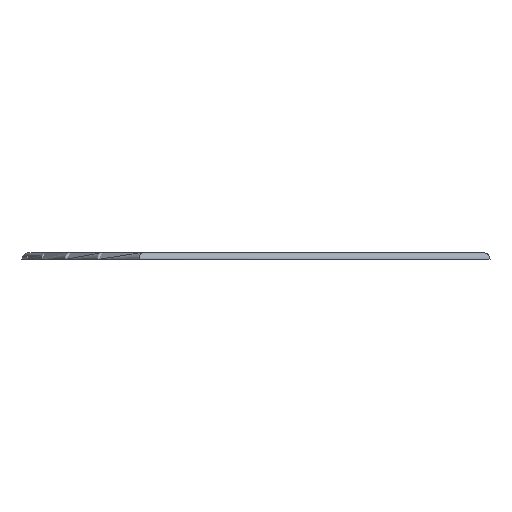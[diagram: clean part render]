
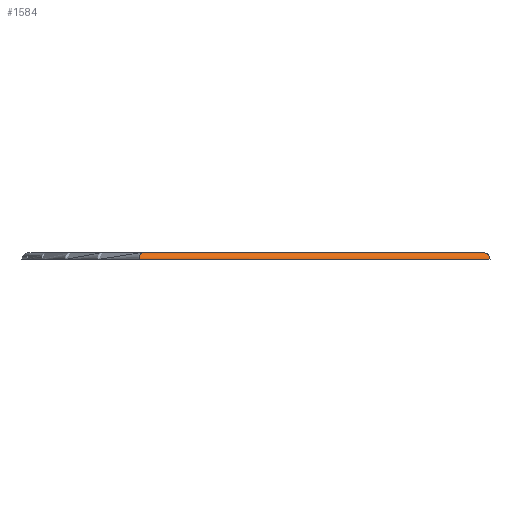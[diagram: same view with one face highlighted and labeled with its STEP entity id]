
A CAD part, left-side view. The second image highlights one B-rep face of the part: STEP entity #1584.
In plain terms, the highlighted cylindrical face has radius 1.2 mm (diameter 2.4 mm), a partial arc.
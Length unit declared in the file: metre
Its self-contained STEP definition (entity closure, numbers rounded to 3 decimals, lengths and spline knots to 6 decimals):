
#12=ELLIPSE('',#1681,0.001697,0.0012);
#19=B_SPLINE_CURVE_WITH_KNOTS('',3,(#2504,#2505,#2506,#2507,#2508),
 .UNSPECIFIED.,.F.,.F.,(4,1,4),(0.,0.000977,0.001954),
 .UNSPECIFIED.);
#25=CYLINDRICAL_SURFACE('',#1680,0.0012);
#442=ORIENTED_EDGE('',*,*,#690,.T.);
#443=ORIENTED_EDGE('',*,*,#625,.F.);
#444=ORIENTED_EDGE('',*,*,#692,.F.);
#445=ORIENTED_EDGE('',*,*,#491,.F.);
#491=EDGE_CURVE('',#710,#711,#854,.F.);
#625=EDGE_CURVE('',#844,#845,#985,.T.);
#690=EDGE_CURVE('',#710,#845,#19,.F.);
#692=EDGE_CURVE('',#711,#844,#12,.F.);
#710=VERTEX_POINT('',#2105);
#711=VERTEX_POINT('',#2107);
#844=VERTEX_POINT('',#2374);
#845=VERTEX_POINT('',#2376);
#854=LINE('',#2106,#1054);
#985=LINE('',#2375,#1185);
#1054=VECTOR('',#1714,1.);
#1185=VECTOR('',#1853,1.);
#1342=EDGE_LOOP('',(#442,#443,#444,#445));
#1447=FACE_BOUND('',#1342,.T.);
#1584=ADVANCED_FACE('',(#1447),#25,.T.);
#1680=AXIS2_PLACEMENT_3D('',#2515,#2047,#2048);
#1681=AXIS2_PLACEMENT_3D('',#2516,#2049,#2050);
#1714=DIRECTION('',(0.,1.,0.));
#1853=DIRECTION('',(0.,1.,0.));
#2047=DIRECTION('',(0.,1.,0.));
#2048=DIRECTION('',(0.,0.,1.));
#2049=DIRECTION('',(-0.707,0.707,0.));
#2050=DIRECTION('',(-0.707,-0.707,0.));
#2105=CARTESIAN_POINT('',(0.05535,-0.052422,0.0078));
#2106=CARTESIAN_POINT('',(0.05535,-0.072628,0.0078));
#2107=CARTESIAN_POINT('',(0.05535,-0.112925,0.0078));
#2374=CARTESIAN_POINT('',(0.05415,-0.114125,0.0066));
#2375=CARTESIAN_POINT('',(0.05415,-0.083024,0.0066));
#2376=CARTESIAN_POINT('',(0.05415,-0.051923,0.0066));
#2504=CARTESIAN_POINT('',(0.05415,-0.051923,0.0066));
#2505=CARTESIAN_POINT('',(0.05415,-0.051923,0.00693));
#2506=CARTESIAN_POINT('',(0.054437,-0.052041,0.007565));
#2507=CARTESIAN_POINT('',(0.05505,-0.052297,0.0078));
#2508=CARTESIAN_POINT('',(0.05535,-0.052422,0.0078));
#2515=CARTESIAN_POINT('',(0.05535,-0.083024,0.0066));
#2516=CARTESIAN_POINT('',(0.05535,-0.112925,0.0066));
